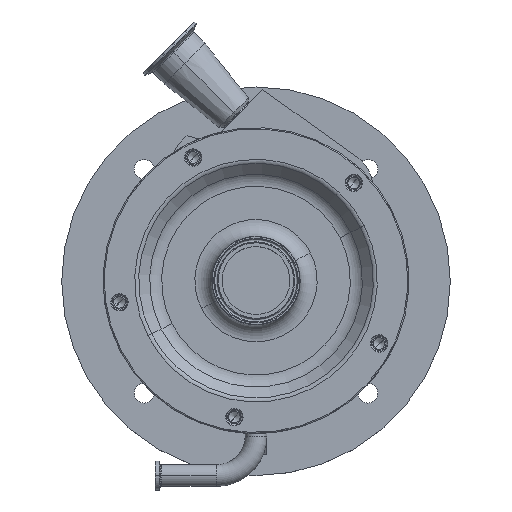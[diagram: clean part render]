
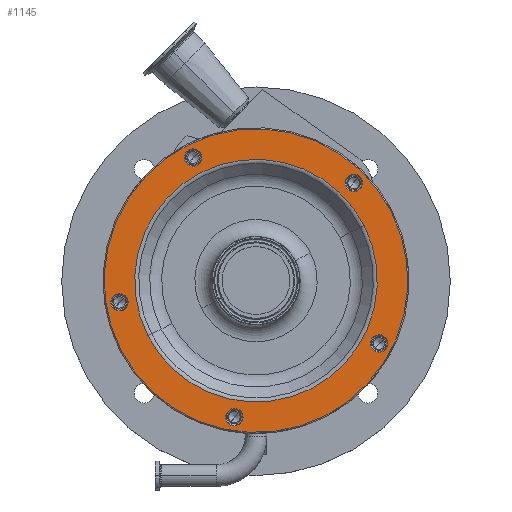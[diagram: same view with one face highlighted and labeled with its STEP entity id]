
A CAD part, top view. The second image highlights one B-rep face of the part: STEP entity #1145.
In plain terms, the highlighted planar face has unit normal (0, 0, 1).
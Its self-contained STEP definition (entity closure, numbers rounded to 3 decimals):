
#120 = CARTESIAN_POINT ( 'NONE',  ( 86.267, 86.267, 316. ) ) ;
#134 = FACE_BOUND ( 'NONE', #7893, .T. ) ;
#164 = DIRECTION ( 'NONE',  ( -0.891, -0.454, 0. ) ) ;
#195 = ORIENTED_EDGE ( 'NONE', *, *, #10126, .T. ) ;
#308 = EDGE_CURVE ( 'NONE', #4885, #2460, #3088, .T. ) ;
#386 = CARTESIAN_POINT ( 'NONE',  ( 101.892, -58.857, 316. ) ) ;
#406 = CARTESIAN_POINT ( 'NONE',  ( -120.498, -19.085, 316. ) ) ;
#477 = CARTESIAN_POINT ( 'NONE',  ( -55.387, 108.703, 316. ) ) ;
#567 = EDGE_CURVE ( 'NONE', #2354, #8073, #5730, .T. ) ;
#584 = CARTESIAN_POINT ( 'NONE',  ( -119.395, -60.835, 316. ) ) ;
#682 = CARTESIAN_POINT ( 'NONE',  ( 108.703, -55.387, 316. ) ) ;
#702 = VERTEX_POINT ( 'NONE', #7972 ) ;
#765 = ORIENTED_EDGE ( 'NONE', *, *, #10151, .F. ) ;
#767 = DIRECTION ( 'NONE',  ( 0., 0., -1. ) ) ;
#795 = ORIENTED_EDGE ( 'NONE', *, *, #6923, .T. ) ;
#945 = AXIS2_PLACEMENT_3D ( 'NONE', #5943, #2512, #7672 ) ;
#1072 = CIRCLE ( 'NONE', #3911, 7.644 ) ;
#1145 = ADVANCED_FACE ( 'NONE', ( #6110, #134, #2610, #9419, #5988, #8731, #8665 ), #1784, .F. ) ;
#1192 = CARTESIAN_POINT ( 'NONE',  ( 0., 0., 316. ) ) ;
#1222 = CARTESIAN_POINT ( 'NONE',  ( 93.078, 89.737, 316. ) ) ;
#1270 = CIRCLE ( 'NONE', #5507, 7.644 ) ;
#1369 = ORIENTED_EDGE ( 'NONE', *, *, #6664, .T. ) ;
#1525 = AXIS2_PLACEMENT_3D ( 'NONE', #7360, #10671, #10566 ) ;
#1607 = CARTESIAN_POINT ( 'NONE',  ( 79.456, 82.797, 316. ) ) ;
#1634 = EDGE_LOOP ( 'NONE', ( #3573, #1369 ) ) ;
#1779 = VERTEX_POINT ( 'NONE', #386 ) ;
#1784 = PLANE ( 'NONE',  #9778 ) ;
#1933 = EDGE_CURVE ( 'NONE', #3680, #7889, #2762, .T. ) ;
#1988 = AXIS2_PLACEMENT_3D ( 'NONE', #9784, #7304, #3111 ) ;
#2354 = VERTEX_POINT ( 'NONE', #5676 ) ;
#2409 = EDGE_CURVE ( 'NONE', #10647, #7910, #4017, .T. ) ;
#2421 = AXIS2_PLACEMENT_3D ( 'NONE', #120, #9164, #10222 ) ;
#2460 = VERTEX_POINT ( 'NONE', #5779 ) ;
#2485 = CIRCLE ( 'NONE', #3916, 134. ) ;
#2512 = DIRECTION ( 'NONE',  ( 0., 0., -1. ) ) ;
#2522 = AXIS2_PLACEMENT_3D ( 'NONE', #2758, #5355, #6132 ) ;
#2610 = FACE_BOUND ( 'NONE', #4021, .T. ) ;
#2687 = AXIS2_PLACEMENT_3D ( 'NONE', #4310, #6790, #164 ) ;
#2758 = CARTESIAN_POINT ( 'NONE',  ( -55.387, 108.703, 316. ) ) ;
#2762 = CIRCLE ( 'NONE', #5590, 7.644 ) ;
#2892 = DIRECTION ( 'NONE',  ( -0.891, -0.454, 0. ) ) ;
#2929 = EDGE_LOOP ( 'NONE', ( #6323, #6622 ) ) ;
#3088 = CIRCLE ( 'NONE', #2522, 7.644 ) ;
#3111 = DIRECTION ( 'NONE',  ( -0.891, -0.454, 0. ) ) ;
#3294 = EDGE_CURVE ( 'NONE', #9628, #1779, #5977, .T. ) ;
#3299 = DIRECTION ( 'NONE',  ( -0.891, -0.454, 0. ) ) ;
#3518 = DIRECTION ( 'NONE',  ( 0., 0., -1. ) ) ;
#3573 = ORIENTED_EDGE ( 'NONE', *, *, #4047, .T. ) ;
#3668 = CARTESIAN_POINT ( 'NONE',  ( -62.197, 105.233, 316. ) ) ;
#3680 = VERTEX_POINT ( 'NONE', #6746 ) ;
#3812 = EDGE_LOOP ( 'NONE', ( #5685, #4543 ) ) ;
#3852 = DIRECTION ( 'NONE',  ( 0., 0., -1. ) ) ;
#3880 = ORIENTED_EDGE ( 'NONE', *, *, #10903, .T. ) ;
#3911 = AXIS2_PLACEMENT_3D ( 'NONE', #4784, #10648, #4414 ) ;
#3916 = AXIS2_PLACEMENT_3D ( 'NONE', #4616, #5666, #10536 ) ;
#3969 = ORIENTED_EDGE ( 'NONE', *, *, #3294, .T. ) ;
#4017 = CIRCLE ( 'NONE', #2421, 7.644 ) ;
#4021 = EDGE_LOOP ( 'NONE', ( #9788, #795 ) ) ;
#4047 = EDGE_CURVE ( 'NONE', #7184, #5239, #5995, .T. ) ;
#4109 = CIRCLE ( 'NONE', #1988, 134. ) ;
#4153 = DIRECTION ( 'NONE',  ( -0.891, -0.454, 0. ) ) ;
#4177 = DIRECTION ( 'NONE',  ( 0., 0., -1. ) ) ;
#4228 = EDGE_CURVE ( 'NONE', #7910, #10647, #1072, .T. ) ;
#4244 = EDGE_CURVE ( 'NONE', #2460, #4885, #1270, .T. ) ;
#4310 = CARTESIAN_POINT ( 'NONE',  ( 108.703, -55.387, 316. ) ) ;
#4414 = DIRECTION ( 'NONE',  ( -0.891, -0.454, 0. ) ) ;
#4543 = ORIENTED_EDGE ( 'NONE', *, *, #2409, .T. ) ;
#4560 = DIRECTION ( 'NONE',  ( 0., 0., -1. ) ) ;
#4615 = AXIS2_PLACEMENT_3D ( 'NONE', #1192, #4560, #8539 ) ;
#4616 = CARTESIAN_POINT ( 'NONE',  ( 0., 0., 316. ) ) ;
#4784 = CARTESIAN_POINT ( 'NONE',  ( 86.267, 86.267, 316. ) ) ;
#4885 = VERTEX_POINT ( 'NONE', #3668 ) ;
#5239 = VERTEX_POINT ( 'NONE', #7162 ) ;
#5278 = EDGE_LOOP ( 'NONE', ( #195, #8120 ) ) ;
#5355 = DIRECTION ( 'NONE',  ( 0., 0., -1. ) ) ;
#5507 = AXIS2_PLACEMENT_3D ( 'NONE', #477, #3852, #7335 ) ;
#5590 = AXIS2_PLACEMENT_3D ( 'NONE', #8123, #5690, #5633 ) ;
#5633 = DIRECTION ( 'NONE',  ( -0.891, -0.454, 0. ) ) ;
#5666 = DIRECTION ( 'NONE',  ( 0., 0., -1. ) ) ;
#5676 = CARTESIAN_POINT ( 'NONE',  ( 95.401, 48.609, 316. ) ) ;
#5685 = ORIENTED_EDGE ( 'NONE', *, *, #4228, .T. ) ;
#5687 = ORIENTED_EDGE ( 'NONE', *, *, #10828, .F. ) ;
#5690 = DIRECTION ( 'NONE',  ( 0., 0., -1. ) ) ;
#5730 = CIRCLE ( 'NONE', #945, 107.071 ) ;
#5779 = CARTESIAN_POINT ( 'NONE',  ( -48.576, 112.173, 316. ) ) ;
#5845 = CIRCLE ( 'NONE', #4615, 107.071 ) ;
#5943 = CARTESIAN_POINT ( 'NONE',  ( 0., 0., 316. ) ) ;
#5977 = CIRCLE ( 'NONE', #10583, 7.644 ) ;
#5988 = FACE_BOUND ( 'NONE', #2929, .T. ) ;
#5995 = CIRCLE ( 'NONE', #7766, 7.644 ) ;
#6043 = DIRECTION ( 'NONE',  ( -0.891, -0.454, 0. ) ) ;
#6110 = FACE_BOUND ( 'NONE', #3812, .T. ) ;
#6132 = DIRECTION ( 'NONE',  ( -0.891, -0.454, 0. ) ) ;
#6154 = DIRECTION ( 'NONE',  ( 0., 0., -1. ) ) ;
#6323 = ORIENTED_EDGE ( 'NONE', *, *, #4244, .T. ) ;
#6408 = CIRCLE ( 'NONE', #2687, 7.644 ) ;
#6622 = ORIENTED_EDGE ( 'NONE', *, *, #308, .T. ) ;
#6664 = EDGE_CURVE ( 'NONE', #5239, #7184, #8223, .T. ) ;
#6746 = CARTESIAN_POINT ( 'NONE',  ( -12.274, -117.028, 316. ) ) ;
#6790 = DIRECTION ( 'NONE',  ( 0., 0., -1. ) ) ;
#6923 = EDGE_CURVE ( 'NONE', #7889, #3680, #7707, .T. ) ;
#7114 = CARTESIAN_POINT ( 'NONE',  ( -113.687, -15.615, 316. ) ) ;
#7162 = CARTESIAN_POINT ( 'NONE',  ( -127.309, -22.555, 316. ) ) ;
#7184 = VERTEX_POINT ( 'NONE', #7114 ) ;
#7203 = CARTESIAN_POINT ( 'NONE',  ( -25.896, -123.968, 316. ) ) ;
#7304 = DIRECTION ( 'NONE',  ( 0., 0., -1. ) ) ;
#7335 = DIRECTION ( 'NONE',  ( -0.891, -0.454, 0. ) ) ;
#7360 = CARTESIAN_POINT ( 'NONE',  ( -19.085, -120.498, 316. ) ) ;
#7589 = EDGE_LOOP ( 'NONE', ( #765, #5687 ) ) ;
#7672 = DIRECTION ( 'NONE',  ( -0.891, -0.454, 0. ) ) ;
#7700 = VERTEX_POINT ( 'NONE', #584 ) ;
#7707 = CIRCLE ( 'NONE', #1525, 7.644 ) ;
#7766 = AXIS2_PLACEMENT_3D ( 'NONE', #9278, #767, #4153 ) ;
#7889 = VERTEX_POINT ( 'NONE', #7203 ) ;
#7893 = EDGE_LOOP ( 'NONE', ( #3969, #3880 ) ) ;
#7910 = VERTEX_POINT ( 'NONE', #1222 ) ;
#7972 = CARTESIAN_POINT ( 'NONE',  ( 119.395, 60.835, 316. ) ) ;
#8073 = VERTEX_POINT ( 'NONE', #9941 ) ;
#8120 = ORIENTED_EDGE ( 'NONE', *, *, #567, .T. ) ;
#8123 = CARTESIAN_POINT ( 'NONE',  ( -19.085, -120.498, 316. ) ) ;
#8223 = CIRCLE ( 'NONE', #9640, 7.644 ) ;
#8539 = DIRECTION ( 'NONE',  ( -0.891, -0.454, 0. ) ) ;
#8544 = CARTESIAN_POINT ( 'NONE',  ( -60.835, 119.395, 316. ) ) ;
#8665 = FACE_BOUND ( 'NONE', #5278, .T. ) ;
#8731 = FACE_OUTER_BOUND ( 'NONE', #7589, .T. ) ;
#9056 = CARTESIAN_POINT ( 'NONE',  ( 115.513, -51.917, 316. ) ) ;
#9164 = DIRECTION ( 'NONE',  ( 0., 0., -1. ) ) ;
#9278 = CARTESIAN_POINT ( 'NONE',  ( -120.498, -19.085, 316. ) ) ;
#9419 = FACE_BOUND ( 'NONE', #1634, .T. ) ;
#9628 = VERTEX_POINT ( 'NONE', #9056 ) ;
#9640 = AXIS2_PLACEMENT_3D ( 'NONE', #406, #6154, #2892 ) ;
#9778 = AXIS2_PLACEMENT_3D ( 'NONE', #8544, #3518, #6043 ) ;
#9784 = CARTESIAN_POINT ( 'NONE',  ( 0., 0., 316. ) ) ;
#9788 = ORIENTED_EDGE ( 'NONE', *, *, #1933, .T. ) ;
#9941 = CARTESIAN_POINT ( 'NONE',  ( -95.401, -48.609, 316. ) ) ;
#10126 = EDGE_CURVE ( 'NONE', #8073, #2354, #5845, .T. ) ;
#10151 = EDGE_CURVE ( 'NONE', #7700, #702, #2485, .T. ) ;
#10222 = DIRECTION ( 'NONE',  ( -0.891, -0.454, 0. ) ) ;
#10536 = DIRECTION ( 'NONE',  ( -0.891, -0.454, 0. ) ) ;
#10566 = DIRECTION ( 'NONE',  ( -0.891, -0.454, 0. ) ) ;
#10583 = AXIS2_PLACEMENT_3D ( 'NONE', #682, #4177, #3299 ) ;
#10647 = VERTEX_POINT ( 'NONE', #1607 ) ;
#10648 = DIRECTION ( 'NONE',  ( 0., 0., -1. ) ) ;
#10671 = DIRECTION ( 'NONE',  ( 0., 0., -1. ) ) ;
#10828 = EDGE_CURVE ( 'NONE', #702, #7700, #4109, .T. ) ;
#10903 = EDGE_CURVE ( 'NONE', #1779, #9628, #6408, .T. ) ;
